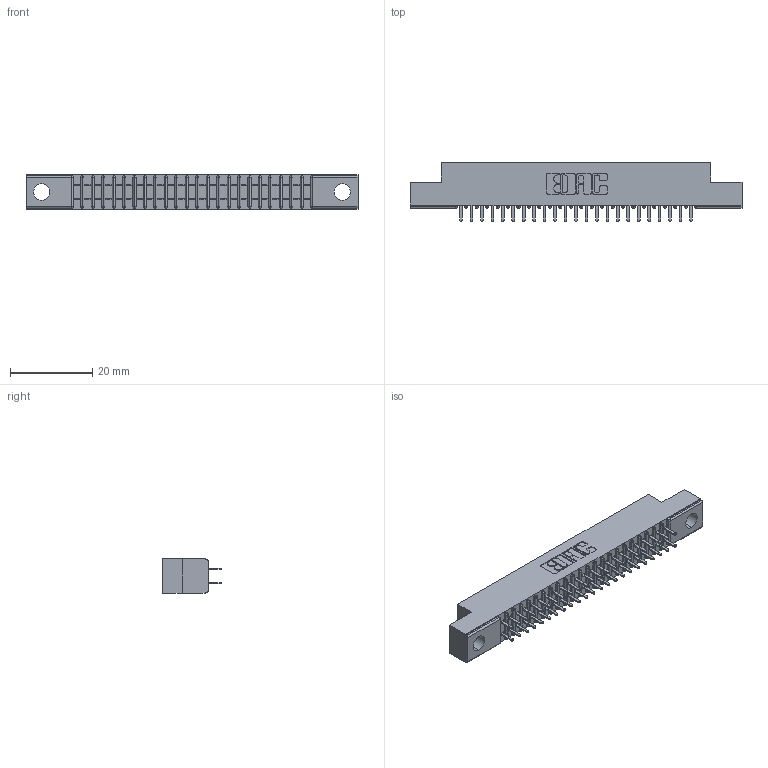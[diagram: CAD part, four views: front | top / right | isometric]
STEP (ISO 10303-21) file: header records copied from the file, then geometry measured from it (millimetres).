
FILE_DESCRIPTION (( 'STEP AP203' ), '1' );
FILE_NAME ('341-046-520-204.STEP', '2018-08-07T03:24:37', ( '' ), ( '' ), 'SwSTEP 2.0', 'SolidWorks 2016', '' );
FILE_SCHEMA (( 'CONFIG_CONTROL_DESIGN' ));
Length unit declared in the file: inch
Products named in the file (3): 341-292-001_341-292-120; 341-046-520-204; 341 Part_.156 (3.96) Dia Mounting Holes
Assembly tree (47 placements, depth 2):
  341-046-520-204
    341 Part_.156 (3.96) Dia Mounting Holes
    341-292-001_341-292-120  x46
Bounding box: 80.64 x 14.27 x 8.38 mm (x, y, z)
Volume: 4484.3 mm3; surface area: 9276.6 mm2
Topology: 47 solids, 47 shells, 3166 faces, 9161 edges, 5934 vertices
Faces by surface type: plane 1922, cylinder 1152, sphere 48, torus 44
Entity records: 30784 total; most frequent: CARTESIAN_POINT 5123, ORIENTED_EDGE 5086, DIRECTION 4977, EDGE_CURVE 2543, VECTOR 2041, LINE 2041, VERTEX_POINT 1614, AXIS2_PLACEMENT_3D 1468
